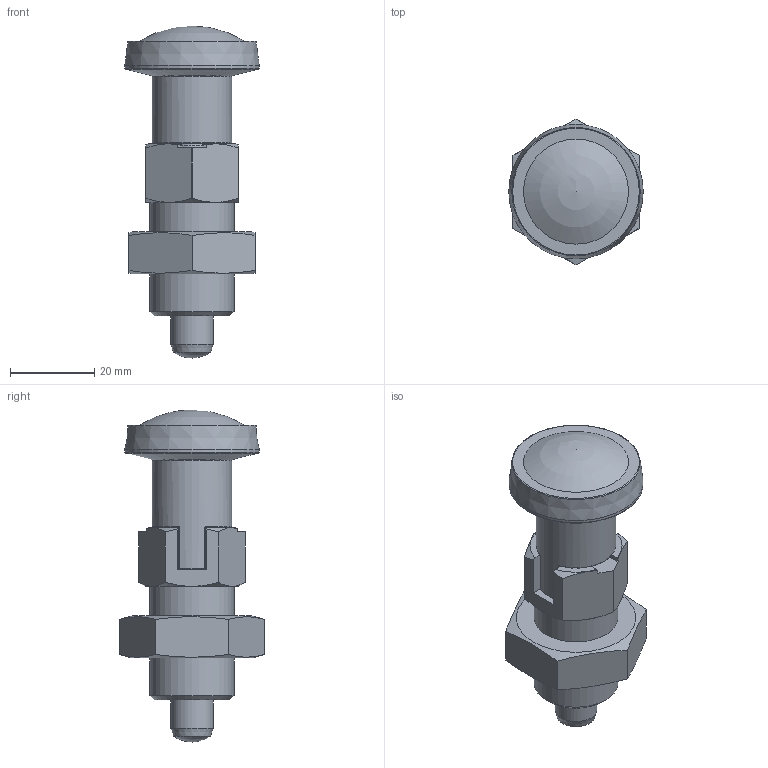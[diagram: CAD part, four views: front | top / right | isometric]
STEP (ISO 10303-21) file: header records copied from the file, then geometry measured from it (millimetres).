
FILE_DESCRIPTION( ( 'Unknown' ), '1' );
FILE_NAME( '6395323_PNAX_32_C.stp', 'Unknown', ( 'Unknown' ), ( 'Unknown' ), 'PSStep 14.0', 'Unknown', ' ' );
FILE_SCHEMA( ( 'AUTOMOTIVE_DESIGN { 1 0 10303 214 1 1 1 1 }' ) );
Length unit declared in the file: millimetre
Products named in the file (1): 8900448
Bounding box: 32 x 34.64 x 79 mm (x, y, z)
Volume: 29591.1 mm3; surface area: 10670.1 mm2
Topology: 1 solids, 2 shells, 115 faces, 321 edges, 197 vertices
Faces by surface type: plane 47, cylinder 28, cone 21, torus 7, bspline 6, sphere 6
Full cylindrical faces by diameter (mm): 7.5 x1, 8 x1, 8.2 x1, 10 x1, 11 x1, 11.1 x1, 18.9 x1, 20 x2, 32 x1
Entity records: 5124 total; most frequent: CARTESIAN_POINT 1542, ORIENTED_EDGE 546, DIRECTION 530, EDGE_CURVE 273, AXIS2_PLACEMENT_3D 213, VERTEX_POINT 181, EDGE_LOOP 148, FACE_OUTER_BOUND 128
